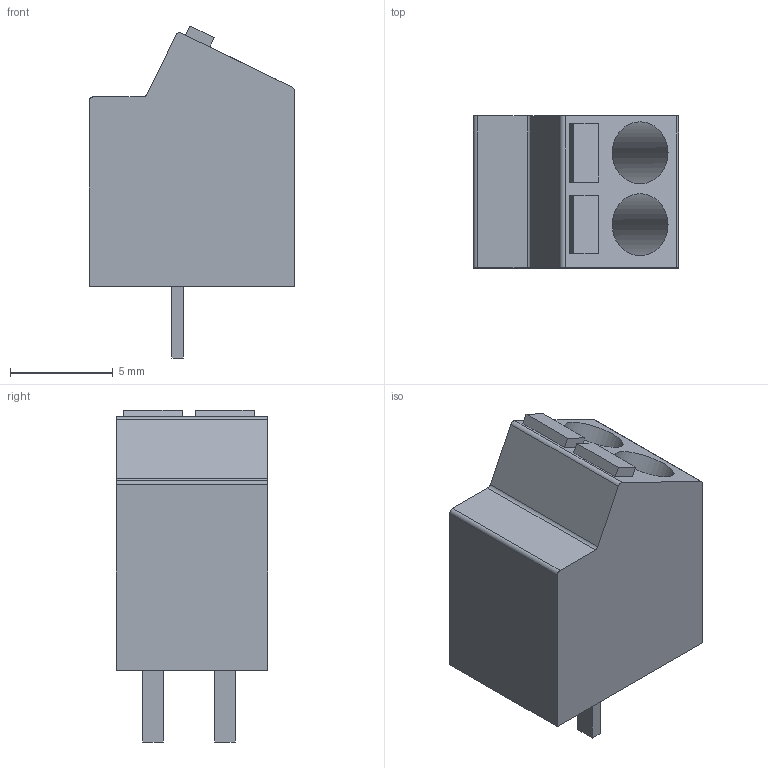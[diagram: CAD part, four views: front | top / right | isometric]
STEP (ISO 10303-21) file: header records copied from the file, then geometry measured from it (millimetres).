
FILE_DESCRIPTION(/* description */ (''),/* implementation_level */ '2;1');
FILE_NAME(/* name */ 'KF250NH_3.5_2P v1.step',/* time_stamp */ '2025-06-04T16:04:35+02:00',/* author */ (''),/* organization */ (''),/* preprocessor_version */ 'ST-DEVELOPER v20.1',/* originating_system */ 'Autodesk Translation Framework v14.10.0.0',/* authorisation */ '');
FILE_SCHEMA (('AUTOMOTIVE_DESIGN { 1 0 10303 214 3 1 1 }'));
Length unit declared in the file: millimetre
Products named in the file (1): KF250NH_3.5_2P
Bounding box: 10 x 7.4 x 16.17 mm (x, y, z)
Volume: 668.9 mm3; surface area: 714.1 mm2
Topology: 5 solids, 5 shells, 40 faces, 84 edges, 56 vertices
Faces by surface type: plane 34, cylinder 6
Full cylindrical faces by diameter (mm): 3.021 x2
Entity records: 1103 total; most frequent: CARTESIAN_POINT 181, DIRECTION 178, ORIENTED_EDGE 168, EDGE_CURVE 84, LINE 72, VECTOR 72, VERTEX_POINT 56, AXIS2_PLACEMENT_3D 53
